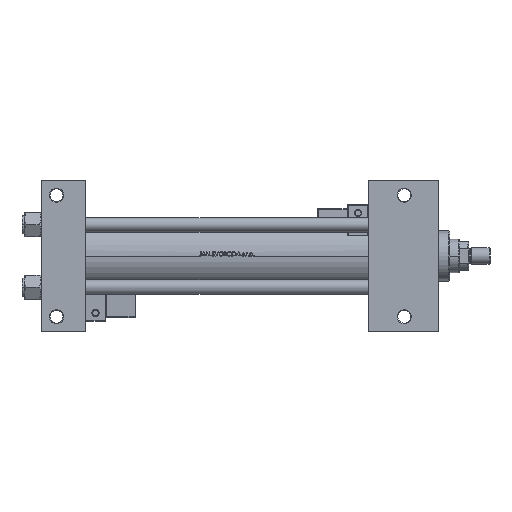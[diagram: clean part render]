
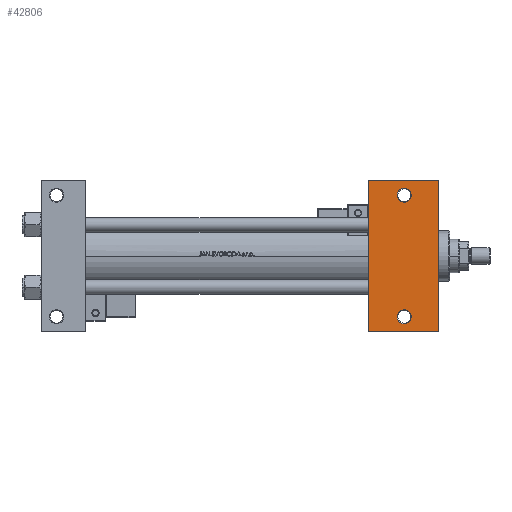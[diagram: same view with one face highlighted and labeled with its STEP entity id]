
A CAD part, front view. The second image highlights one B-rep face of the part: STEP entity #42806.
In plain terms, the highlighted face is planar.
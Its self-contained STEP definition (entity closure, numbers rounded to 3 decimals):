
#122 = CARTESIAN_POINT ( 'NONE',  ( 334., -63.5, -37.5 ) ) ;
#245 = FACE_OUTER_BOUND ( 'NONE', #21295, .T. ) ;
#2336 = DIRECTION ( 'NONE',  ( -1., 0., 0. ) ) ;
#2581 = DIRECTION ( 'NONE',  ( 0., -1., 0. ) ) ;
#3905 = VECTOR ( 'NONE', #17422, 1000. ) ;
#3949 = VERTEX_POINT ( 'NONE', #31801 ) ;
#4967 = ORIENTED_EDGE ( 'NONE', *, *, #44314, .T. ) ;
#5663 = AXIS2_PLACEMENT_3D ( 'NONE', #36593, #29203, #44814 ) ;
#8287 = VERTEX_POINT ( 'NONE', #31063 ) ;
#10765 = LINE ( 'NONE', #19240, #27866 ) ;
#11760 = EDGE_CURVE ( 'NONE', #23679, #3949, #21305, .T. ) ;
#12066 = CARTESIAN_POINT ( 'NONE',  ( 305., 51., -37.5 ) ) ;
#12966 = VERTEX_POINT ( 'NONE', #21192 ) ;
#13229 = CIRCLE ( 'NONE', #5663, 6. ) ;
#13451 = AXIS2_PLACEMENT_3D ( 'NONE', #27446, #40397, #23771 ) ;
#14701 = VERTEX_POINT ( 'NONE', #40428 ) ;
#14745 = EDGE_CURVE ( 'NONE', #12966, #3949, #36980, .T. ) ;
#15060 = VERTEX_POINT ( 'NONE', #23204 ) ;
#16608 = ORIENTED_EDGE ( 'NONE', *, *, #14745, .F. ) ;
#17073 = DIRECTION ( 'NONE',  ( -1., 0., 0. ) ) ;
#17153 = CARTESIAN_POINT ( 'NONE',  ( 275., 37.5, -37.5 ) ) ;
#17422 = DIRECTION ( 'NONE',  ( 0., -1., 0. ) ) ;
#18003 = VERTEX_POINT ( 'NONE', #50841 ) ;
#19240 = CARTESIAN_POINT ( 'NONE',  ( 334., 37.5, -37.5 ) ) ;
#20014 = DIRECTION ( 'NONE',  ( 0., 0., 1. ) ) ;
#20396 = VECTOR ( 'NONE', #35047, 1000. ) ;
#21192 = CARTESIAN_POINT ( 'NONE',  ( 275., 63.5, -37.5 ) ) ;
#21295 = EDGE_LOOP ( 'NONE', ( #16608, #47237, #32643, #25016 ) ) ;
#21305 = LINE ( 'NONE', #45090, #37544 ) ;
#21353 = DIRECTION ( 'NONE',  ( 0., 0., 1. ) ) ;
#21620 = CARTESIAN_POINT ( 'NONE',  ( 305., -51., -37.5 ) ) ;
#22894 = ORIENTED_EDGE ( 'NONE', *, *, #38670, .T. ) ;
#23204 = CARTESIAN_POINT ( 'NONE',  ( 334., 63.5, -37.5 ) ) ;
#23679 = VERTEX_POINT ( 'NONE', #122 ) ;
#23771 = DIRECTION ( 'NONE',  ( -1., 0., 0. ) ) ;
#24510 = DIRECTION ( 'NONE',  ( -1., 0., 0. ) ) ;
#24556 = PLANE ( 'NONE',  #13451 ) ;
#25016 = ORIENTED_EDGE ( 'NONE', *, *, #11760, .T. ) ;
#25578 = DIRECTION ( 'NONE',  ( -1., 0., 0. ) ) ;
#26299 = ORIENTED_EDGE ( 'NONE', *, *, #43053, .T. ) ;
#26600 = EDGE_LOOP ( 'NONE', ( #4967, #22894 ) ) ;
#26604 = LINE ( 'NONE', #42736, #20396 ) ;
#27446 = CARTESIAN_POINT ( 'NONE',  ( 334., 37.5, -37.5 ) ) ;
#27866 = VECTOR ( 'NONE', #2581, 1000. ) ;
#29077 = VERTEX_POINT ( 'NONE', #40087 ) ;
#29203 = DIRECTION ( 'NONE',  ( 0., 0., 1. ) ) ;
#30206 = ORIENTED_EDGE ( 'NONE', *, *, #37275, .T. ) ;
#31063 = CARTESIAN_POINT ( 'NONE',  ( 311., -51., -37.5 ) ) ;
#31801 = CARTESIAN_POINT ( 'NONE',  ( 275., -63.5, -37.5 ) ) ;
#32643 = ORIENTED_EDGE ( 'NONE', *, *, #47604, .T. ) ;
#33716 = AXIS2_PLACEMENT_3D ( 'NONE', #21620, #21353, #25578 ) ;
#34841 = FACE_BOUND ( 'NONE', #35773, .T. ) ;
#35047 = DIRECTION ( 'NONE',  ( 1., 0., 0. ) ) ;
#35773 = EDGE_LOOP ( 'NONE', ( #30206, #26299 ) ) ;
#36593 = CARTESIAN_POINT ( 'NONE',  ( 305., -51., -37.5 ) ) ;
#36980 = LINE ( 'NONE', #17153, #3905 ) ;
#37275 = EDGE_CURVE ( 'NONE', #18003, #8287, #13229, .T. ) ;
#37544 = VECTOR ( 'NONE', #17073, 1000. ) ;
#38553 = CARTESIAN_POINT ( 'NONE',  ( 305., 51., -37.5 ) ) ;
#38670 = EDGE_CURVE ( 'NONE', #29077, #14701, #51245, .T. ) ;
#38823 = FACE_BOUND ( 'NONE', #26600, .T. ) ;
#39349 = DIRECTION ( 'NONE',  ( 0., 0., 1. ) ) ;
#40087 = CARTESIAN_POINT ( 'NONE',  ( 311., 51., -37.5 ) ) ;
#40397 = DIRECTION ( 'NONE',  ( 0., 0., -1. ) ) ;
#40428 = CARTESIAN_POINT ( 'NONE',  ( 299., 51., -37.5 ) ) ;
#42134 = CIRCLE ( 'NONE', #33716, 6. ) ;
#42205 = CIRCLE ( 'NONE', #45604, 6. ) ;
#42736 = CARTESIAN_POINT ( 'NONE',  ( 275., 63.5, -37.5 ) ) ;
#42806 = ADVANCED_FACE ( 'NONE', ( #38823, #34841, #245 ), #24556, .T. ) ;
#43053 = EDGE_CURVE ( 'NONE', #8287, #18003, #42134, .T. ) ;
#44314 = EDGE_CURVE ( 'NONE', #14701, #29077, #42205, .T. ) ;
#44814 = DIRECTION ( 'NONE',  ( -1., 0., 0. ) ) ;
#45090 = CARTESIAN_POINT ( 'NONE',  ( 275., -63.5, -37.5 ) ) ;
#45604 = AXIS2_PLACEMENT_3D ( 'NONE', #12066, #20014, #24510 ) ;
#47021 = AXIS2_PLACEMENT_3D ( 'NONE', #38553, #39349, #2336 ) ;
#47237 = ORIENTED_EDGE ( 'NONE', *, *, #50802, .T. ) ;
#47604 = EDGE_CURVE ( 'NONE', #15060, #23679, #10765, .T. ) ;
#50802 = EDGE_CURVE ( 'NONE', #12966, #15060, #26604, .T. ) ;
#50841 = CARTESIAN_POINT ( 'NONE',  ( 299., -51., -37.5 ) ) ;
#51245 = CIRCLE ( 'NONE', #47021, 6. ) ;
